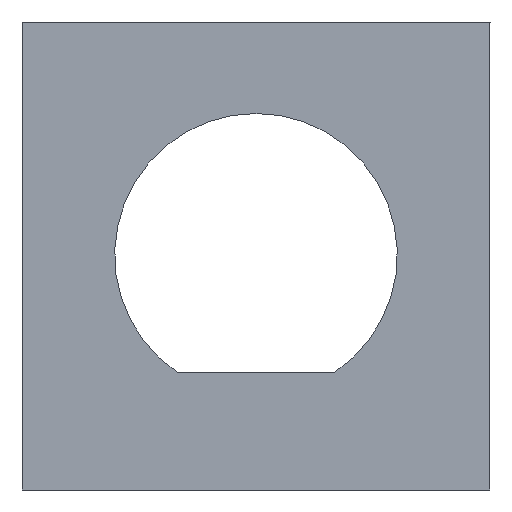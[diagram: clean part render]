
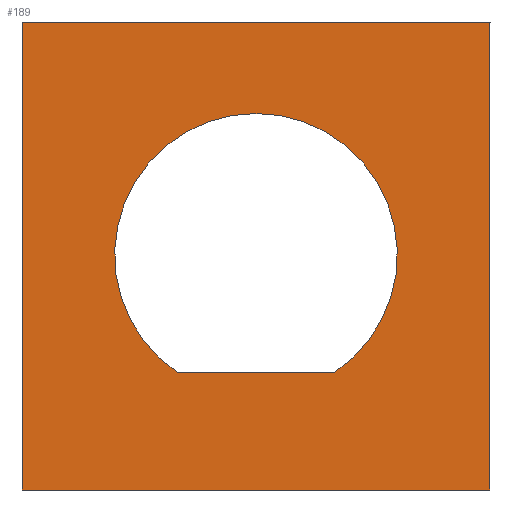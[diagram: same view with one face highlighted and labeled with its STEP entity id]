
A CAD part, front view. The second image highlights one B-rep face of the part: STEP entity #189.
In plain terms, the highlighted planar face has unit normal (0, -1, 0).
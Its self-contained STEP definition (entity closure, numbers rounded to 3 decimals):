
#4 = CARTESIAN_POINT ( 'NONE',  ( 5., 0., -5. ) ) ;
#45 = LINE ( 'NONE', #613, #304 ) ;
#100 = CARTESIAN_POINT ( 'NONE',  ( -5., 0., -5. ) ) ;
#110 = EDGE_CURVE ( 'NONE', #587, #595, #844, .T. ) ;
#114 = CARTESIAN_POINT ( 'NONE',  ( 1.658, 0., -2.5 ) ) ;
#189 = ADVANCED_FACE ( 'NONE', ( #552, #1101 ), #1309, .F. ) ;
#249 = DIRECTION ( 'NONE',  ( 0., 0., 1. ) ) ;
#258 = CARTESIAN_POINT ( 'NONE',  ( -5., 0., 5. ) ) ;
#304 = VECTOR ( 'NONE', #400, 1000. ) ;
#311 = EDGE_CURVE ( 'NONE', #595, #640, #403, .T. ) ;
#323 = DIRECTION ( 'NONE',  ( 0., 0., 1. ) ) ;
#327 = ORIENTED_EDGE ( 'NONE', *, *, #393, .F. ) ;
#333 = ORIENTED_EDGE ( 'NONE', *, *, #110, .F. ) ;
#392 = VECTOR ( 'NONE', #1028, 1000. ) ;
#393 = EDGE_CURVE ( 'NONE', #1168, #587, #674, .T. ) ;
#400 = DIRECTION ( 'NONE',  ( 0., 0., 1. ) ) ;
#403 = LINE ( 'NONE', #100, #596 ) ;
#411 = EDGE_CURVE ( 'NONE', #640, #1168, #45, .T. ) ;
#442 = VERTEX_POINT ( 'NONE', #114 ) ;
#451 = CARTESIAN_POINT ( 'NONE',  ( 0., 0., 0.024 ) ) ;
#457 = VERTEX_POINT ( 'NONE', #521 ) ;
#461 = CARTESIAN_POINT ( 'NONE',  ( 5., 0., 5. ) ) ;
#505 = CIRCLE ( 'NONE', #1280, 3.02 ) ;
#521 = CARTESIAN_POINT ( 'NONE',  ( -1.658, 0., -2.5 ) ) ;
#543 = EDGE_LOOP ( 'NONE', ( #1209, #612 ) ) ;
#552 = FACE_OUTER_BOUND ( 'NONE', #805, .T. ) ;
#570 = DIRECTION ( 'NONE',  ( 0., 1., 0. ) ) ;
#587 = VERTEX_POINT ( 'NONE', #461 ) ;
#595 = VERTEX_POINT ( 'NONE', #752 ) ;
#596 = VECTOR ( 'NONE', #934, 1000. ) ;
#598 = ORIENTED_EDGE ( 'NONE', *, *, #411, .F. ) ;
#612 = ORIENTED_EDGE ( 'NONE', *, *, #1031, .T. ) ;
#613 = CARTESIAN_POINT ( 'NONE',  ( -5., 0., -5. ) ) ;
#640 = VERTEX_POINT ( 'NONE', #1295 ) ;
#649 = DIRECTION ( 'NONE',  ( 0., 1., 0. ) ) ;
#674 = LINE ( 'NONE', #258, #967 ) ;
#752 = CARTESIAN_POINT ( 'NONE',  ( 5., 0., -5. ) ) ;
#753 = CARTESIAN_POINT ( 'NONE',  ( -1.658, 0., -2.5 ) ) ;
#786 = CARTESIAN_POINT ( 'NONE',  ( 0., 0., 0. ) ) ;
#796 = DIRECTION ( 'NONE',  ( 0., 0., -1. ) ) ;
#805 = EDGE_LOOP ( 'NONE', ( #598, #1267, #333, #327 ) ) ;
#844 = LINE ( 'NONE', #4, #1173 ) ;
#866 = EDGE_CURVE ( 'NONE', #457, #442, #505, .T. ) ;
#889 = CARTESIAN_POINT ( 'NONE',  ( -5., 0., 5. ) ) ;
#914 = LINE ( 'NONE', #753, #392 ) ;
#934 = DIRECTION ( 'NONE',  ( -1., 0., 0. ) ) ;
#967 = VECTOR ( 'NONE', #1354, 1000. ) ;
#1028 = DIRECTION ( 'NONE',  ( -1., 0., 0. ) ) ;
#1031 = EDGE_CURVE ( 'NONE', #442, #457, #914, .T. ) ;
#1101 = FACE_BOUND ( 'NONE', #543, .T. ) ;
#1168 = VERTEX_POINT ( 'NONE', #889 ) ;
#1173 = VECTOR ( 'NONE', #796, 1000. ) ;
#1209 = ORIENTED_EDGE ( 'NONE', *, *, #866, .T. ) ;
#1240 = AXIS2_PLACEMENT_3D ( 'NONE', #786, #570, #249 ) ;
#1267 = ORIENTED_EDGE ( 'NONE', *, *, #311, .F. ) ;
#1280 = AXIS2_PLACEMENT_3D ( 'NONE', #451, #649, #323 ) ;
#1295 = CARTESIAN_POINT ( 'NONE',  ( -5., 0., -5. ) ) ;
#1309 = PLANE ( 'NONE',  #1240 ) ;
#1354 = DIRECTION ( 'NONE',  ( 1., 0., 0. ) ) ;
